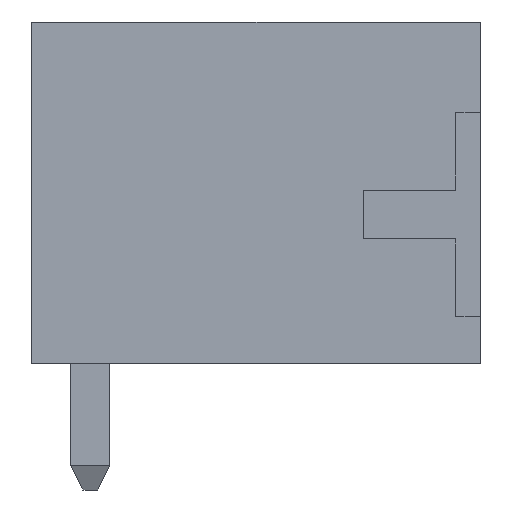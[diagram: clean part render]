
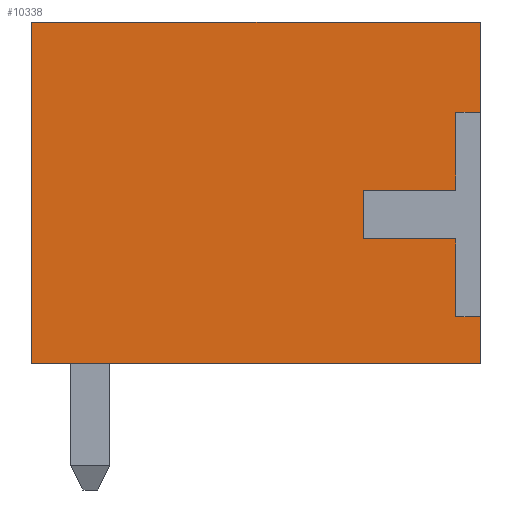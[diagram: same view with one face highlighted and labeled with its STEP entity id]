
A CAD part, left-side view. The second image highlights one B-rep face of the part: STEP entity #10338.
In plain terms, the highlighted planar face has unit normal (-1, 0, 0).
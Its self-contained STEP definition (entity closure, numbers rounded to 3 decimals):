
#260=ORIENTED_EDGE('',*,*,#3255,.F.);
#261=ORIENTED_EDGE('',*,*,#3256,.F.);
#262=ORIENTED_EDGE('',*,*,#3257,.F.);
#263=ORIENTED_EDGE('',*,*,#3258,.F.);
#264=ORIENTED_EDGE('',*,*,#3259,.F.);
#265=ORIENTED_EDGE('',*,*,#3260,.F.);
#266=ORIENTED_EDGE('',*,*,#3261,.F.);
#267=ORIENTED_EDGE('',*,*,#3262,.T.);
#268=ORIENTED_EDGE('',*,*,#3263,.F.);
#269=ORIENTED_EDGE('',*,*,#3264,.F.);
#270=ORIENTED_EDGE('',*,*,#3265,.T.);
#271=ORIENTED_EDGE('',*,*,#3266,.T.);
#3255=EDGE_CURVE('',#4752,#4753,#5771,.T.);
#3256=EDGE_CURVE('',#4754,#4752,#5772,.T.);
#3257=EDGE_CURVE('',#4755,#4754,#5773,.T.);
#3258=EDGE_CURVE('',#4756,#4755,#5774,.T.);
#3259=EDGE_CURVE('',#4757,#4756,#5775,.T.);
#3260=EDGE_CURVE('',#4758,#4757,#5776,.T.);
#3261=EDGE_CURVE('',#4759,#4758,#5777,.T.);
#3262=EDGE_CURVE('',#4759,#4760,#5778,.T.);
#3263=EDGE_CURVE('',#4761,#4760,#5779,.T.);
#3264=EDGE_CURVE('',#4762,#4761,#5780,.T.);
#3265=EDGE_CURVE('',#4762,#4763,#5781,.T.);
#3266=EDGE_CURVE('',#4763,#4753,#5782,.T.);
#4752=VERTEX_POINT('',#14400);
#4753=VERTEX_POINT('',#14401);
#4754=VERTEX_POINT('',#14403);
#4755=VERTEX_POINT('',#14405);
#4756=VERTEX_POINT('',#14407);
#4757=VERTEX_POINT('',#14409);
#4758=VERTEX_POINT('',#14411);
#4759=VERTEX_POINT('',#14413);
#4760=VERTEX_POINT('',#14415);
#4761=VERTEX_POINT('',#14417);
#4762=VERTEX_POINT('',#14419);
#4763=VERTEX_POINT('',#14421);
#5771=LINE('',#14399,#7163);
#5772=LINE('',#14402,#7164);
#5773=LINE('',#14404,#7165);
#5774=LINE('',#14406,#7166);
#5775=LINE('',#14408,#7167);
#5776=LINE('',#14410,#7168);
#5777=LINE('',#14412,#7169);
#5778=LINE('',#14414,#7170);
#5779=LINE('',#14416,#7171);
#5780=LINE('',#14418,#7172);
#5781=LINE('',#14420,#7173);
#5782=LINE('',#14422,#7174);
#7163=VECTOR('',#11637,1000.);
#7164=VECTOR('',#11638,1000.);
#7165=VECTOR('',#11639,1000.);
#7166=VECTOR('',#11640,1000.);
#7167=VECTOR('',#11641,1000.);
#7168=VECTOR('',#11642,1000.);
#7169=VECTOR('',#11643,1000.);
#7170=VECTOR('',#11644,1000.);
#7171=VECTOR('',#11645,1000.);
#7172=VECTOR('',#11646,1000.);
#7173=VECTOR('',#11647,1000.);
#7174=VECTOR('',#11648,1000.);
#8540=EDGE_LOOP('',(#260,#261,#262,#263,#264,#265,#266,#267,#268,#269,#270,
#271));
#9180=FACE_BOUND('',#8540,.T.);
#9820=PLANE('',#10921);
#10338=ADVANCED_FACE('',(#9180),#9820,.F.);
#10921=AXIS2_PLACEMENT_3D('',#14398,#11635,#11636);
#11635=DIRECTION('',(1.,0.,0.));
#11636=DIRECTION('',(0.,0.,-1.));
#11637=DIRECTION('',(0.,-1.,0.));
#11638=DIRECTION('',(0.,0.,-1.));
#11639=DIRECTION('',(0.,-1.,0.));
#11640=DIRECTION('',(0.,0.,-1.));
#11641=DIRECTION('',(0.,1.,0.));
#11642=DIRECTION('',(0.,0.,-1.));
#11643=DIRECTION('',(0.,1.,0.));
#11644=DIRECTION('',(0.,0.,1.));
#11645=DIRECTION('',(0.,-1.,0.));
#11646=DIRECTION('',(0.,0.,1.));
#11647=DIRECTION('',(0.,-1.,0.));
#11648=DIRECTION('',(0.,0.,1.));
#14398=CARTESIAN_POINT('',(-21.4,9.2,-3.5));
#14399=CARTESIAN_POINT('',(-21.4,0.5,-2.55));
#14400=CARTESIAN_POINT('',(-21.4,0.5,-2.55));
#14401=CARTESIAN_POINT('',(-21.4,0.,-2.55));
#14402=CARTESIAN_POINT('',(-21.4,0.5,-0.95));
#14403=CARTESIAN_POINT('',(-21.4,0.5,-0.95));
#14404=CARTESIAN_POINT('',(-21.4,2.4,-0.95));
#14405=CARTESIAN_POINT('',(-21.4,2.4,-0.95));
#14406=CARTESIAN_POINT('',(-21.4,2.4,0.05));
#14407=CARTESIAN_POINT('',(-21.4,2.4,0.05));
#14408=CARTESIAN_POINT('',(-21.4,0.5,0.05));
#14409=CARTESIAN_POINT('',(-21.4,0.5,0.05));
#14410=CARTESIAN_POINT('',(-21.4,0.5,1.65));
#14411=CARTESIAN_POINT('',(-21.4,0.5,1.65));
#14412=CARTESIAN_POINT('',(-21.4,0.,1.65));
#14413=CARTESIAN_POINT('',(-21.4,0.,1.65));
#14414=CARTESIAN_POINT('',(-21.4,0.,-3.5));
#14415=CARTESIAN_POINT('',(-21.4,0.,3.5));
#14416=CARTESIAN_POINT('',(-21.4,9.2,3.5));
#14417=CARTESIAN_POINT('',(-21.4,9.2,3.5));
#14418=CARTESIAN_POINT('',(-21.4,9.2,-3.5));
#14419=CARTESIAN_POINT('',(-21.4,9.2,-3.5));
#14420=CARTESIAN_POINT('',(-21.4,9.2,-3.5));
#14421=CARTESIAN_POINT('',(-21.4,0.,-3.5));
#14422=CARTESIAN_POINT('',(-21.4,0.,-3.5));
